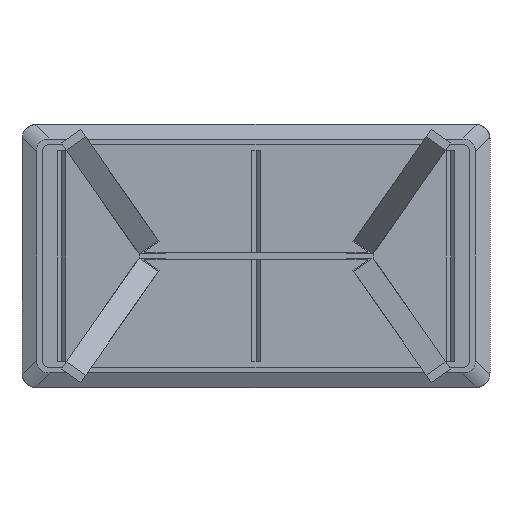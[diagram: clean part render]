
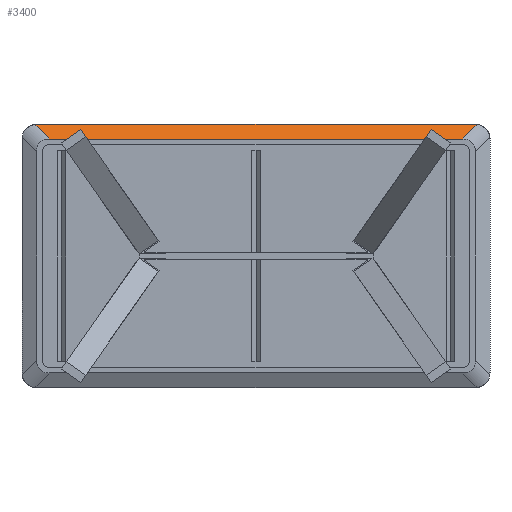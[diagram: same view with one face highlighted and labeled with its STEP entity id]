
A CAD part, front view. The second image highlights one B-rep face of the part: STEP entity #3400.
In plain terms, the highlighted planar face has unit normal (0, -0.858, 0.514).
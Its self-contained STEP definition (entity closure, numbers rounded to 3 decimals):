
#75 = CARTESIAN_POINT ( 'NONE',  ( 1240.661, 865.142, 1747.054 ) ) ;
#196 = CARTESIAN_POINT ( 'NONE',  ( 1190.661, 865.142, 1747.054 ) ) ;
#288 = EDGE_CURVE ( 'NONE', #4765, #1803, #7796, .T. ) ;
#368 = EDGE_CURVE ( 'NONE', #4356, #530, #7077, .T. ) ;
#530 = VERTEX_POINT ( 'NONE', #6598 ) ;
#927 = CARTESIAN_POINT ( 'NONE',  ( 847.515, 655.648, 1397.897 ) ) ;
#1073 = CARTESIAN_POINT ( 'NONE',  ( 33.807, 655.648, 1397.897 ) ) ;
#1315 = VECTOR ( 'NONE', #4944, 1000. ) ;
#1544 = DIRECTION ( 'NONE',  ( 0., -0.857, 0.514 ) ) ;
#1560 = CARTESIAN_POINT ( 'NONE',  ( -309.339, 865.142, 1747.054 ) ) ;
#1656 = CARTESIAN_POINT ( 'NONE',  ( -311.24, 865.142, 1747.054 ) ) ;
#1797 = CARTESIAN_POINT ( 'NONE',  ( -313.137, 865.077, 1746.946 ) ) ;
#1803 = VERTEX_POINT ( 'NONE', #6842 ) ;
#2053 = ORIENTED_EDGE ( 'NONE', *, *, #288, .T. ) ;
#2213 = VERTEX_POINT ( 'NONE', #7744 ) ;
#2406 = DIRECTION ( 'NONE',  ( 0.651, 0.391, 0.651 ) ) ;
#2703 =( BOUNDED_CURVE ( )  B_SPLINE_CURVE ( 3, ( #4745, #5411, #7453, #8654 ),
 .UNSPECIFIED., .F., .F. ) 
 B_SPLINE_CURVE_WITH_KNOTS ( ( 4, 4 ),
 ( 6.169, 6.283 ),
 .UNSPECIFIED. ) 
 CURVE ( )  GEOMETRIC_REPRESENTATION_ITEM ( )  RATIONAL_B_SPLINE_CURVE ( ( 1., 0.999, 0.999, 1. ) ) 
 REPRESENTATION_ITEM ( '' )  );
#2724 = VECTOR ( 'NONE', #2783, 1000. ) ;
#2783 = DIRECTION ( 'NONE',  ( 1., 0., 0. ) ) ;
#3400 = ADVANCED_FACE ( 'NONE', ( #3457 ), #8323, .T. ) ;
#3457 = FACE_OUTER_BOUND ( 'NONE', #6233, .T. ) ;
#3804 = EDGE_CURVE ( 'NONE', #1803, #4993, #2703, .T. ) ;
#3870 = ORIENTED_EDGE ( 'NONE', *, *, #3804, .T. ) ;
#3953 = ORIENTED_EDGE ( 'NONE', *, *, #5169, .F. ) ;
#4356 = VERTEX_POINT ( 'NONE', #6361 ) ;
#4599 = EDGE_CURVE ( 'NONE', #2213, #4356, #4718, .T. ) ;
#4718 =( BOUNDED_CURVE ( )  B_SPLINE_CURVE ( 3, ( #1560, #1656, #1797, #6537 ),
 .UNSPECIFIED., .F., .F. ) 
 B_SPLINE_CURVE_WITH_KNOTS ( ( 4, 4 ),
 ( 3.142, 3.256 ),
 .UNSPECIFIED. ) 
 CURVE ( )  GEOMETRIC_REPRESENTATION_ITEM ( )  RATIONAL_B_SPLINE_CURVE ( ( 1., 0.999, 0.999, 1. ) ) 
 REPRESENTATION_ITEM ( '' )  );
#4745 = CARTESIAN_POINT ( 'NONE',  ( 1196.347, 864.947, 1746.729 ) ) ;
#4765 = VERTEX_POINT ( 'NONE', #8128 ) ;
#4845 = EDGE_CURVE ( 'NONE', #2213, #4993, #6668, .T. ) ;
#4944 = DIRECTION ( 'NONE',  ( 0.651, -0.391, -0.651 ) ) ;
#4993 = VERTEX_POINT ( 'NONE', #196 ) ;
#5169 = EDGE_CURVE ( 'NONE', #4765, #530, #5241, .T. ) ;
#5241 = LINE ( 'NONE', #7942, #6103 ) ;
#5284 = DIRECTION ( 'NONE',  ( -1., 0., 0. ) ) ;
#5301 = ORIENTED_EDGE ( 'NONE', *, *, #4599, .T. ) ;
#5411 = CARTESIAN_POINT ( 'NONE',  ( 1194.459, 865.077, 1746.946 ) ) ;
#6069 = ORIENTED_EDGE ( 'NONE', *, *, #368, .T. ) ;
#6103 = VECTOR ( 'NONE', #5284, 1000. ) ;
#6156 = DIRECTION ( 'NONE',  ( 1., 0., 0. ) ) ;
#6233 = EDGE_LOOP ( 'NONE', ( #5301, #6069, #3953, #2053, #3870, #6591 ) ) ;
#6361 = CARTESIAN_POINT ( 'NONE',  ( -315.025, 864.947, 1746.729 ) ) ;
#6537 = CARTESIAN_POINT ( 'NONE',  ( -315.025, 864.947, 1746.729 ) ) ;
#6591 = ORIENTED_EDGE ( 'NONE', *, *, #4845, .F. ) ;
#6598 = CARTESIAN_POINT ( 'NONE',  ( -265.35, 835.142, 1697.054 ) ) ;
#6668 = LINE ( 'NONE', #75, #2724 ) ;
#6842 = CARTESIAN_POINT ( 'NONE',  ( 1196.347, 864.947, 1746.729 ) ) ;
#7077 = LINE ( 'NONE', #1073, #1315 ) ;
#7453 = CARTESIAN_POINT ( 'NONE',  ( 1192.562, 865.142, 1747.054 ) ) ;
#7655 = CARTESIAN_POINT ( 'NONE',  ( 440.661, 835.142, 1697.054 ) ) ;
#7744 = CARTESIAN_POINT ( 'NONE',  ( -309.339, 865.142, 1747.054 ) ) ;
#7796 = LINE ( 'NONE', #927, #8096 ) ;
#7942 = CARTESIAN_POINT ( 'NONE',  ( -359.339, 835.142, 1697.054 ) ) ;
#8096 = VECTOR ( 'NONE', #2406, 1000. ) ;
#8128 = CARTESIAN_POINT ( 'NONE',  ( 1146.672, 835.142, 1697.054 ) ) ;
#8177 = AXIS2_PLACEMENT_3D ( 'NONE', #7655, #1544, #6156 ) ;
#8323 = PLANE ( 'NONE',  #8177 ) ;
#8654 = CARTESIAN_POINT ( 'NONE',  ( 1190.661, 865.142, 1747.054 ) ) ;
